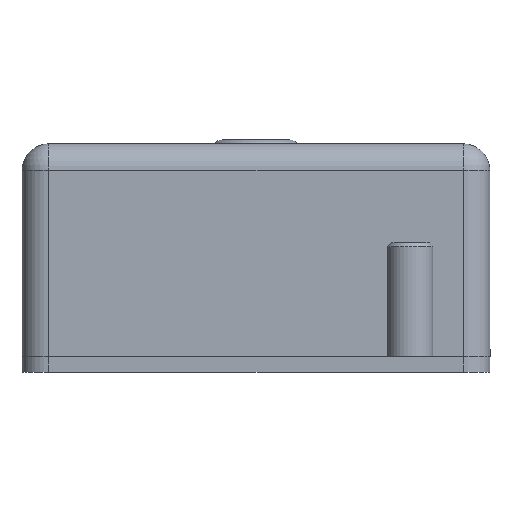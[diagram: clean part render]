
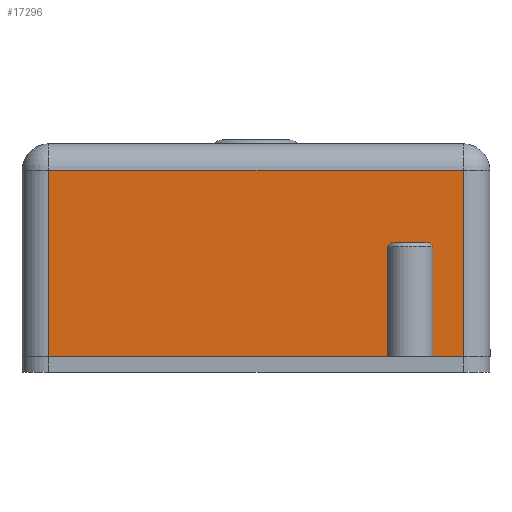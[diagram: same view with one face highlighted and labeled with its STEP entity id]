
A CAD part, left-side view. The second image highlights one B-rep face of the part: STEP entity #17296.
In plain terms, the highlighted planar face has unit normal (-1, 0, 0).
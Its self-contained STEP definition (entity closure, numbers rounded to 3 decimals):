
#774=PLANE('',#18306);
#1365=FACE_OUTER_BOUND('',#2335,.T.);
#2335=EDGE_LOOP('',(#11286,#11287,#11288,#11289));
#3474=LINE('',#24429,#5018);
#3475=LINE('',#24431,#5019);
#3476=LINE('',#24433,#5020);
#3477=LINE('',#24434,#5021);
#5018=VECTOR('',#19886,10.);
#5019=VECTOR('',#19887,10.);
#5020=VECTOR('',#19888,10.);
#5021=VECTOR('',#19889,10.);
#7104=VERTEX_POINT('',#24427);
#7105=VERTEX_POINT('',#24428);
#7106=VERTEX_POINT('',#24430);
#7107=VERTEX_POINT('',#24432);
#8772=EDGE_CURVE('',#7104,#7105,#3474,.T.);
#8773=EDGE_CURVE('',#7104,#7106,#3475,.T.);
#8774=EDGE_CURVE('',#7107,#7106,#3476,.T.);
#8775=EDGE_CURVE('',#7105,#7107,#3477,.T.);
#11286=ORIENTED_EDGE('',*,*,#8772,.F.);
#11287=ORIENTED_EDGE('',*,*,#8773,.T.);
#11288=ORIENTED_EDGE('',*,*,#8774,.F.);
#11289=ORIENTED_EDGE('',*,*,#8775,.F.);
#17296=ADVANCED_FACE('',(#1365),#774,.T.);
#18306=AXIS2_PLACEMENT_3D('',#24426,#19884,#19885);
#19884=DIRECTION('center_axis',(-1.,0.,0.));
#19885=DIRECTION('ref_axis',(0.,0.,
1.));
#19886=DIRECTION('',(0.,0.,1.));
#19887=DIRECTION('',(0.,-1.,0.));
#19888=DIRECTION('',(0.,0.,-1.));
#19889=DIRECTION('',(0.,-1.,0.));
#24426=CARTESIAN_POINT('Origin',(-30.,-30.75,0.));
#24427=CARTESIAN_POINT('',(-30.,27.25,0.));
#24428=CARTESIAN_POINT('',(-30.,27.25,24.5));
#24429=CARTESIAN_POINT('',(-30.,27.25,0.));
#24430=CARTESIAN_POINT('',(-30.,-27.25,0.));
#24431=CARTESIAN_POINT('',(-30.,30.75,0.));
#24432=CARTESIAN_POINT('',(-30.,-27.25,24.5));
#24433=CARTESIAN_POINT('',(-30.,-27.25,0.));
#24434=CARTESIAN_POINT('',(-30.,-15.375,24.5));
